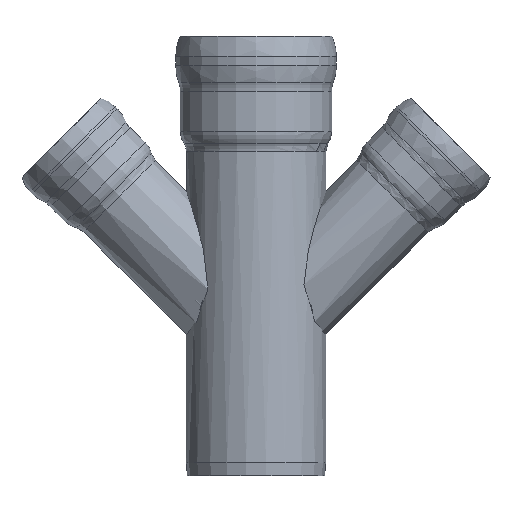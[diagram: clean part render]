
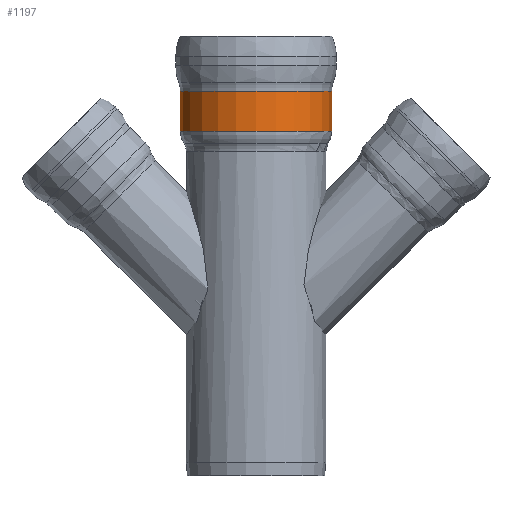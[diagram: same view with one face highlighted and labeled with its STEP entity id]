
A CAD part, front view. The second image highlights one B-rep face of the part: STEP entity #1197.
In plain terms, the highlighted cylindrical face has radius 396 mm (diameter 792 mm), a full revolution.
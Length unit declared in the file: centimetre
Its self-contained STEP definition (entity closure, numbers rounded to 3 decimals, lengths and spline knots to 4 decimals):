
#231=CIRCLE('',#1288,39.6);
#232=CIRCLE('',#1289,39.6);
#233=CIRCLE('',#1291,39.6);
#234=CIRCLE('',#1292,39.6);
#371=FACE_OUTER_BOUND('',#433,.T.);
#433=EDGE_LOOP('',(#942,#943,#944,#945,#946,#947));
#488=LINE('',#2561,#535);
#535=VECTOR('',#1558,39.6);
#624=VERTEX_POINT('',#2551);
#625=VERTEX_POINT('',#2553);
#626=VERTEX_POINT('',#2557);
#627=VERTEX_POINT('',#2558);
#741=EDGE_CURVE('',#625,#624,#231,.T.);
#742=EDGE_CURVE('',#624,#625,#232,.T.);
#743=EDGE_CURVE('',#626,#627,#233,.T.);
#744=EDGE_CURVE('',#627,#626,#234,.T.);
#745=EDGE_CURVE('',#627,#625,#488,.T.);
#942=ORIENTED_EDGE('',*,*,#743,.F.);
#943=ORIENTED_EDGE('',*,*,#744,.F.);
#944=ORIENTED_EDGE('',*,*,#745,.T.);
#945=ORIENTED_EDGE('',*,*,#741,.T.);
#946=ORIENTED_EDGE('',*,*,#742,.T.);
#947=ORIENTED_EDGE('',*,*,#745,.F.);
#1163=CYLINDRICAL_SURFACE('',#1290,39.6);
#1197=ADVANCED_FACE('',(#371),#1163,.T.);
#1288=AXIS2_PLACEMENT_3D('',#2554,#1548,#1549);
#1289=AXIS2_PLACEMENT_3D('',#2555,#1550,#1551);
#1290=AXIS2_PLACEMENT_3D('',#2556,#1552,#1553);
#1291=AXIS2_PLACEMENT_3D('',#2559,#1554,#1555);
#1292=AXIS2_PLACEMENT_3D('',#2560,#1556,#1557);
#1548=DIRECTION('center_axis',(0.,0.,-1.));
#1549=DIRECTION('ref_axis',(1.,0.,0.));
#1550=DIRECTION('center_axis',(0.,0.,-1.));
#1551=DIRECTION('ref_axis',(1.,0.,0.));
#1552=DIRECTION('center_axis',(0.,0.,-1.));
#1553=DIRECTION('ref_axis',(-1.,0.,0.));
#1554=DIRECTION('center_axis',(0.,0.,-1.));
#1555=DIRECTION('ref_axis',(1.,0.,0.));
#1556=DIRECTION('center_axis',(0.,0.,-1.));
#1557=DIRECTION('ref_axis',(1.,0.,0.));
#1558=DIRECTION('',(0.,0.,1.));
#2551=CARTESIAN_POINT('',(725.1813,395.3747,111.9919));
#2553=CARTESIAN_POINT('',(764.7813,434.9747,111.9919));
#2554=CARTESIAN_POINT('Origin',(725.1813,434.9747,111.9919));
#2555=CARTESIAN_POINT('Origin',(725.1813,434.9747,111.9919));
#2556=CARTESIAN_POINT('Origin',(725.1813,434.9747,101.5213));
#2557=CARTESIAN_POINT('',(725.1813,395.3747,91.0506));
#2558=CARTESIAN_POINT('',(764.7813,434.9747,91.0506));
#2559=CARTESIAN_POINT('Origin',(725.1813,434.9747,91.0506));
#2560=CARTESIAN_POINT('Origin',(725.1813,434.9747,91.0506));
#2561=CARTESIAN_POINT('',(764.7813,434.9747,101.5213));
